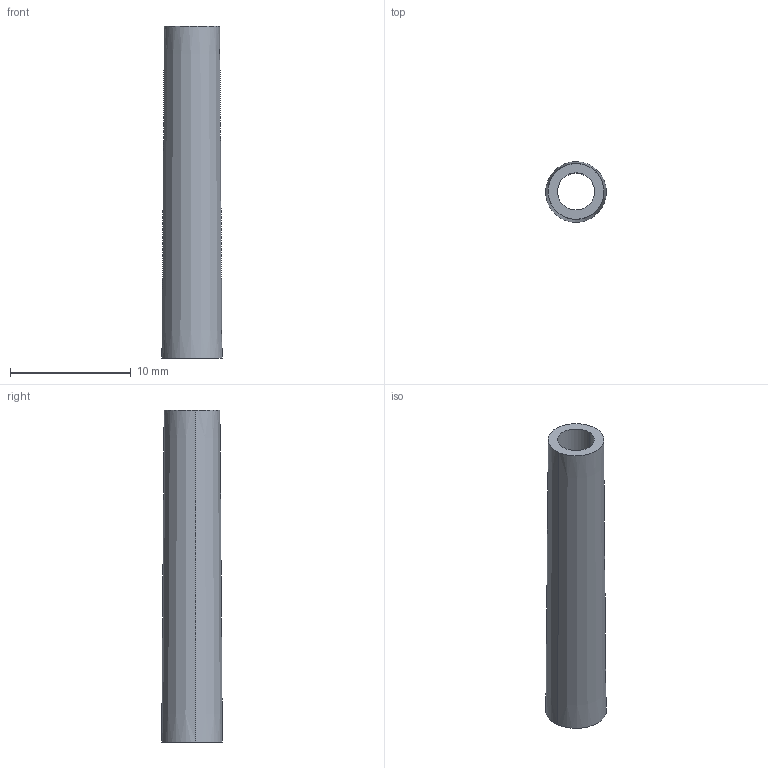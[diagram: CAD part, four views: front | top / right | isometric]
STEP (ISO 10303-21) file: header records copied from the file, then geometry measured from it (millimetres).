
FILE_DESCRIPTION(('Creo Elements/Direct Modeling STEP Export'),'2;1');
FILE_NAME('model.stp','2020-03-03T 0:06:30',(''),(''),'Creo Elements/Direct Modeling STEP processor for AP214 (Solid Model)','Creo Elements/Direct Modeling 20.1A 29-Sep-2018 (C) Parametric Technology GmbH','');
FILE_SCHEMA(('AUTOMOTIVE_DESIGN { 1 0 10303 214 1 1 1 1 }'));
Length unit declared in the file: millimetre
Products named in the file (2): MPS-IH-YE-select
Assembly tree (1 placements, depth 2):
  MPS-IH-YE-select
    MPS-IH-YE-select
Bounding box: 5.02 x 5.02 x 27.5 mm (x, y, z)
Volume: 287.4 mm3; surface area: 710.8 mm2
Topology: 1 solids, 1 shells, 12 faces, 28 edges, 20 vertices
Faces by surface type: cylinder 6, plane 4, cone 2
Entity records: 449 total; most frequent: ORIENTED_EDGE 56, DIRECTION 52, CARTESIAN_POINT 50, EDGE_CURVE 28, AXIS2_PLACEMENT_3D 22, VERTEX_POINT 20, EDGE_LOOP 16, COLOUR_RGB 13
